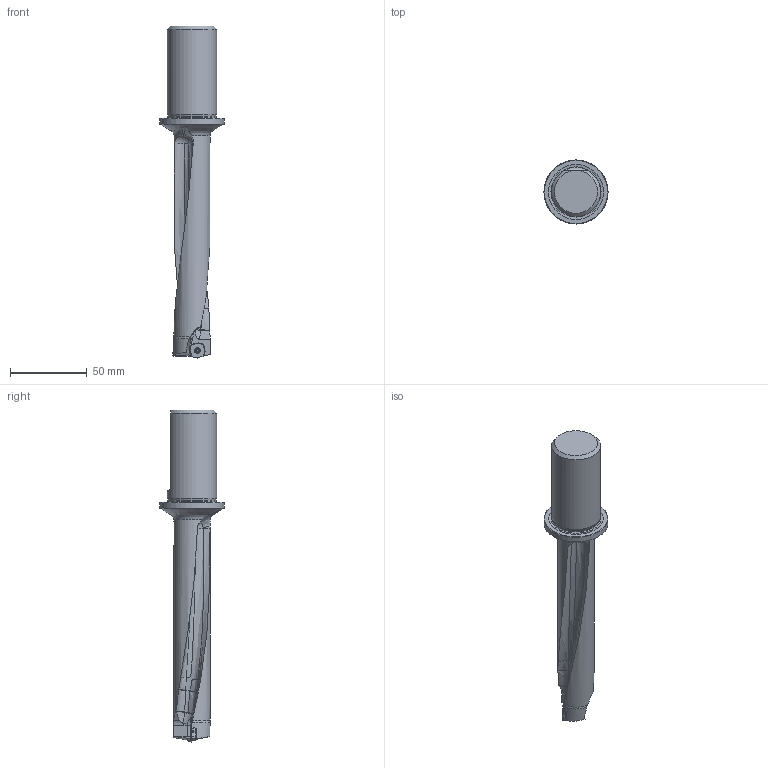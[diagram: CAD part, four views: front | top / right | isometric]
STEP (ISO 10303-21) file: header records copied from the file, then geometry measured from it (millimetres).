
FILE_DESCRIPTION(/* description */ (''),/* implementation_level */ '2;1');
FILE_NAME(/* name */ 'MM6970584.stp',/* time_stamp */ '2022-01-25T14:29:18+06:00',/* author */ (''),/* organization */ (''),/* preprocessor_version */ 'ST-DEVELOPER v16.7',/* originating_system */ 'SIEMENS PLM Software NX 12.0',/* authorisation */ '');
FILE_SCHEMA (('AUTOMOTIVE_DESIGN { 1 0 10303 214 3 1 1 1 }'));
Length unit declared in the file: millimetre
Products named in the file (1): MM6970584
Bounding box: 41.74 x 41.74 x 216.03 mm (x, y, z)
Volume: 94116.8 mm3; surface area: 22150.2 mm2
Topology: 5 solids, 5 shells, 313 faces, 866 edges, 566 vertices
Faces by surface type: cylinder 116, plane 110, bspline 39, cone 21, sphere 17, torus 10
Full cylindrical faces by diameter (mm): 2.2 x2, 2.5 x2, 2.8 x2, 3.35 x2, 3.75 x2, 31.292 x1, 31.992 x1, 41.74 x1
Entity records: 11160 total; most frequent: CARTESIAN_POINT 3429, ORIENTED_EDGE 1658, DIRECTION 1543, EDGE_CURVE 829, AXIS2_PLACEMENT_3D 605, VERTEX_POINT 560, EDGE_LOOP 351, LINE 333
